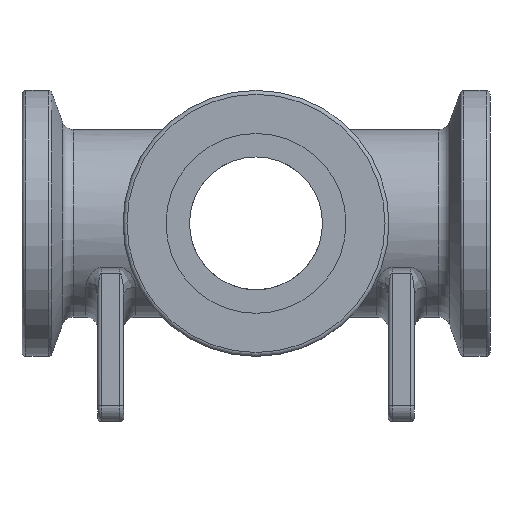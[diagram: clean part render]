
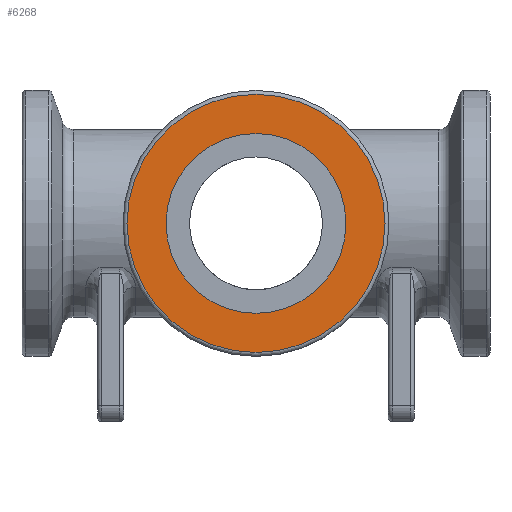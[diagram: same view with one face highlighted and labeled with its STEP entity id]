
A CAD part, front view. The second image highlights one B-rep face of the part: STEP entity #6268.
In plain terms, the highlighted planar face has unit normal (0, -1, 0).
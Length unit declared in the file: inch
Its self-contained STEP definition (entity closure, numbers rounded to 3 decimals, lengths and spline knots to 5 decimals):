
#70=FACE_BOUND('',#1198,.T.);
#574=PLANE('',#6832);
#793=FACE_OUTER_BOUND('',#1197,.T.);
#1197=EDGE_LOOP('',(#4825));
#1198=EDGE_LOOP('',(#4826));
#2501=CIRCLE('',#6831,0.99);
#2502=CIRCLE('',#6833,0.69);
#2918=VERTEX_POINT('',#12427);
#2919=VERTEX_POINT('',#12430);
#3644=EDGE_CURVE('',#2918,#2918,#2501,.T.);
#3645=EDGE_CURVE('',#2919,#2919,#2502,.T.);
#4825=ORIENTED_EDGE('',*,*,#3644,.F.);
#4826=ORIENTED_EDGE('',*,*,#3645,.F.);
#6268=ADVANCED_FACE('',(#793,#70),#574,.T.);
#6831=AXIS2_PLACEMENT_3D('',#12428,#7767,#7768);
#6832=AXIS2_PLACEMENT_3D('',#12429,#7769,#7770);
#6833=AXIS2_PLACEMENT_3D('',#12431,#7771,#7772);
#7767=DIRECTION('center_axis',(0.,1.,0.));
#7768=DIRECTION('ref_axis',(-1.,0.,0.));
#7769=DIRECTION('center_axis',(0.,-1.,0.));
#7770=DIRECTION('ref_axis',(0.,0.,-1.));
#7771=DIRECTION('center_axis',(0.,-1.,0.));
#7772=DIRECTION('ref_axis',(1.,0.,0.));
#12427=CARTESIAN_POINT('',(0.99,-1.795,0.));
#12428=CARTESIAN_POINT('Origin',(0.,-1.795,0.));
#12429=CARTESIAN_POINT('Origin',(0.855,-1.795,0.));
#12430=CARTESIAN_POINT('',(0.69,-1.795,0.));
#12431=CARTESIAN_POINT('Origin',(0.,-1.795,0.));
